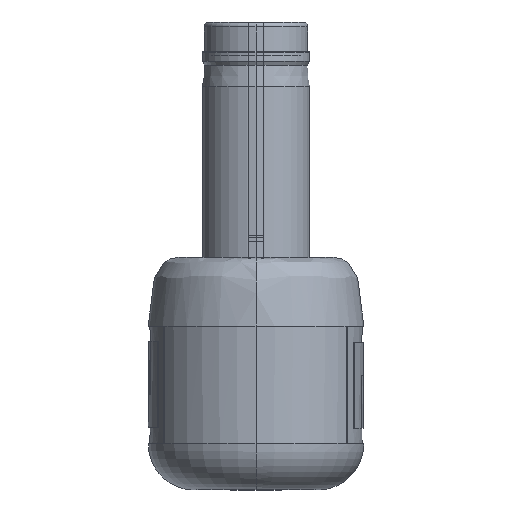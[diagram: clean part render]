
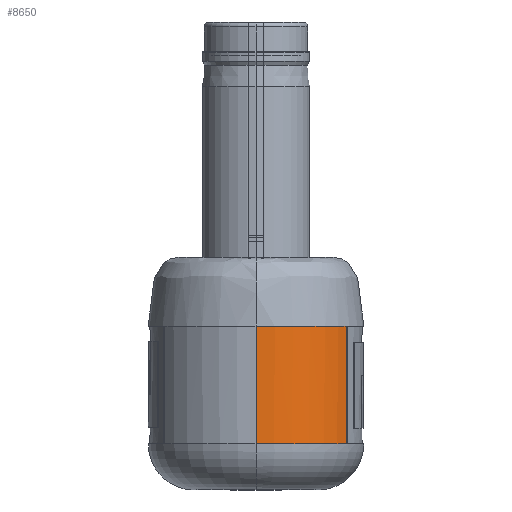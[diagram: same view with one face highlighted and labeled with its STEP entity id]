
A CAD part, left-side view. The second image highlights one B-rep face of the part: STEP entity #8650.
In plain terms, the highlighted cylindrical face has radius 5.5 mm (diameter 11 mm), a partial arc.
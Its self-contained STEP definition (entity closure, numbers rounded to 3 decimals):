
#1 = CARTESIAN_POINT ( 'NONE',  ( -7.687, -4.681, 3.476 ) ) ;
#368 = VECTOR ( 'NONE', #906, 1000. ) ;
#593 = EDGE_LOOP ( 'NONE', ( #4696, #17209, #5744, #6193, #2195, #3866, #10479, #2331, #11984, #14396 ) ) ;
#595 = DIRECTION ( 'NONE',  ( 0., 0., -1. ) ) ;
#906 = DIRECTION ( 'NONE',  ( 0., 0., 1. ) ) ;
#1273 = CARTESIAN_POINT ( 'NONE',  ( -1.3, -4.243, 1.343 ) ) ;
#1418 = LINE ( 'NONE', #6865, #8365 ) ;
#1506 = DIRECTION ( 'NONE',  ( -1., 0., 0. ) ) ;
#1850 = CARTESIAN_POINT ( 'NONE',  ( -1.3, -4.243, -1.343 ) ) ;
#1858 = VERTEX_POINT ( 'NONE', #10019 ) ;
#2195 = ORIENTED_EDGE ( 'NONE', *, *, #11592, .F. ) ;
#2250 = B_SPLINE_CURVE_WITH_KNOTS ( 'NONE', 3,
 ( #1273, #8176, #11089, #16686, #16744, #8352, #8413, #17887 ),
 .UNSPECIFIED., .F., .F.,
 ( 4, 2, 2, 4 ),
 ( 0.009, 0.009, 0.01, 0.012 ),
 .UNSPECIFIED. ) ;
#2331 = ORIENTED_EDGE ( 'NONE', *, *, #2851, .T. ) ;
#2473 = CARTESIAN_POINT ( 'NONE',  ( -1.981, -4.722, 3.476 ) ) ;
#2844 = CARTESIAN_POINT ( 'NONE',  ( -0.699, -3.665, -2.524 ) ) ;
#2851 = EDGE_CURVE ( 'NONE', #17843, #9131, #8175, .T. ) ;
#2916 = CIRCLE ( 'NONE', #11266, 5.5 ) ;
#3007 = DIRECTION ( 'NONE',  ( 0., 0., -1. ) ) ;
#3141 = CARTESIAN_POINT ( 'NONE',  ( -0.05, -2.773, 3.48 ) ) ;
#3414 = CARTESIAN_POINT ( 'NONE',  ( -1.12, -4.09, -1.768 ) ) ;
#3636 = AXIS2_PLACEMENT_3D ( 'NONE', #17051, #15702, #14589 ) ;
#3866 = ORIENTED_EDGE ( 'NONE', *, *, #13110, .T. ) ;
#4328 = CARTESIAN_POINT ( 'NONE',  ( -1.981, -4.722, -2.524 ) ) ;
#4658 = CIRCLE ( 'NONE', #14385, 5.5 ) ;
#4696 = ORIENTED_EDGE ( 'NONE', *, *, #15323, .T. ) ;
#4741 = CARTESIAN_POINT ( 'NONE',  ( -10.3, 0., 3.48 ) ) ;
#4793 = DIRECTION ( 'NONE',  ( 0., 0., 1. ) ) ;
#4883 = CARTESIAN_POINT ( 'NONE',  ( -1.3, -4.243, -2.524 ) ) ;
#5051 = EDGE_CURVE ( 'NONE', #9131, #15290, #5963, .T. ) ;
#5180 = EDGE_CURVE ( 'NONE', #5274, #1858, #4658, .T. ) ;
#5274 = VERTEX_POINT ( 'NONE', #15313 ) ;
#5338 = CIRCLE ( 'NONE', #3636, 5.5 ) ;
#5388 = EDGE_CURVE ( 'NONE', #17843, #12250, #2916, .T. ) ;
#5744 = ORIENTED_EDGE ( 'NONE', *, *, #5180, .F. ) ;
#5844 = VECTOR ( 'NONE', #4793, 1000. ) ;
#5963 = LINE ( 'NONE', #4883, #368 ) ;
#6193 = ORIENTED_EDGE ( 'NONE', *, *, #10811, .T. ) ;
#6269 = CARTESIAN_POINT ( 'NONE',  ( -4.8, 0., -2.524 ) ) ;
#6507 = VECTOR ( 'NONE', #3007, 1000. ) ;
#6865 = CARTESIAN_POINT ( 'NONE',  ( -10.3, 0., -2.524 ) ) ;
#7029 = CARTESIAN_POINT ( 'NONE',  ( -4.8, 0., -2.524 ) ) ;
#7293 = VERTEX_POINT ( 'NONE', #4741 ) ;
#7602 = CARTESIAN_POINT ( 'NONE',  ( -0.916, -3.897, -2.16 ) ) ;
#8175 = B_SPLINE_CURVE_WITH_KNOTS ( 'NONE', 3,
 ( #11854, #17453, #7602, #3414, #9132, #9068 ),
 .UNSPECIFIED., .F., .F.,
 ( 4, 2, 4 ),
 ( 0.005, 0.005, 0.006 ),
 .UNSPECIFIED. ) ;
#8176 = CARTESIAN_POINT ( 'NONE',  ( -1.217, -4.174, 1.56 ) ) ;
#8352 = CARTESIAN_POINT ( 'NONE',  ( -0.477, -3.416, 2.884 ) ) ;
#8365 = VECTOR ( 'NONE', #9785, 1000. ) ;
#8413 = CARTESIAN_POINT ( 'NONE',  ( -0.251, -3.117, 3.207 ) ) ;
#8522 = DIRECTION ( 'NONE',  ( 0., 0., -1. ) ) ;
#8650 = ADVANCED_FACE ( 'NONE', ( #14098 ), #8921, .T. ) ;
#8903 = LINE ( 'NONE', #11899, #5844 ) ;
#8921 = CYLINDRICAL_SURFACE ( 'NONE', #10318, 5.5 ) ;
#9068 = CARTESIAN_POINT ( 'NONE',  ( -1.3, -4.243, -1.343 ) ) ;
#9131 = VERTEX_POINT ( 'NONE', #1850 ) ;
#9132 = CARTESIAN_POINT ( 'NONE',  ( -1.216, -4.173, -1.562 ) ) ;
#9648 = AXIS2_PLACEMENT_3D ( 'NONE', #15753, #12888, #11557 ) ;
#9651 = DIRECTION ( 'NONE',  ( 0., 0., -1. ) ) ;
#9754 = CARTESIAN_POINT ( 'NONE',  ( -1.981, -4.722, 3.476 ) ) ;
#9785 = DIRECTION ( 'NONE',  ( 0., 0., -1. ) ) ;
#10019 = CARTESIAN_POINT ( 'NONE',  ( -10.3, 0., -2.524 ) ) ;
#10318 = AXIS2_PLACEMENT_3D ( 'NONE', #7029, #9651, #1506 ) ;
#10479 = ORIENTED_EDGE ( 'NONE', *, *, #5388, .F. ) ;
#10811 = EDGE_CURVE ( 'NONE', #5274, #14073, #8903, .T. ) ;
#11089 = CARTESIAN_POINT ( 'NONE',  ( -1.119, -4.089, 1.77 ) ) ;
#11266 = AXIS2_PLACEMENT_3D ( 'NONE', #6269, #595, #13059 ) ;
#11557 = DIRECTION ( 'NONE',  ( -0.525, -0.851, 0. ) ) ;
#11592 = EDGE_CURVE ( 'NONE', #12950, #14073, #14480, .T. ) ;
#11854 = CARTESIAN_POINT ( 'NONE',  ( -0.699, -3.665, -2.524 ) ) ;
#11899 = CARTESIAN_POINT ( 'NONE',  ( -7.687, -4.681, -2.524 ) ) ;
#11984 = ORIENTED_EDGE ( 'NONE', *, *, #5051, .T. ) ;
#12250 = VERTEX_POINT ( 'NONE', #4328 ) ;
#12888 = DIRECTION ( 'NONE',  ( 0., 0., -1. ) ) ;
#12950 = VERTEX_POINT ( 'NONE', #2473 ) ;
#13059 = DIRECTION ( 'NONE',  ( -1., 0., 0. ) ) ;
#13110 = EDGE_CURVE ( 'NONE', #12950, #12250, #13862, .T. ) ;
#13326 = CARTESIAN_POINT ( 'NONE',  ( -1.3, -4.243, 1.343 ) ) ;
#13862 = LINE ( 'NONE', #9754, #6507 ) ;
#14005 = DIRECTION ( 'NONE',  ( -1., 0., 0. ) ) ;
#14034 = EDGE_CURVE ( 'NONE', #15290, #17117, #2250, .T. ) ;
#14073 = VERTEX_POINT ( 'NONE', #1 ) ;
#14098 = FACE_OUTER_BOUND ( 'NONE', #593, .T. ) ;
#14385 = AXIS2_PLACEMENT_3D ( 'NONE', #16667, #8522, #14005 ) ;
#14396 = ORIENTED_EDGE ( 'NONE', *, *, #14034, .T. ) ;
#14480 = CIRCLE ( 'NONE', #9648, 5.5 ) ;
#14589 = DIRECTION ( 'NONE',  ( -1., 0., 0. ) ) ;
#15290 = VERTEX_POINT ( 'NONE', #13326 ) ;
#15313 = CARTESIAN_POINT ( 'NONE',  ( -7.687, -4.681, -2.524 ) ) ;
#15323 = EDGE_CURVE ( 'NONE', #17117, #7293, #5338, .T. ) ;
#15702 = DIRECTION ( 'NONE',  ( 0., 0., -1. ) ) ;
#15753 = CARTESIAN_POINT ( 'NONE',  ( -4.8, 0., 3.476 ) ) ;
#16500 = EDGE_CURVE ( 'NONE', #7293, #1858, #1418, .T. ) ;
#16667 = CARTESIAN_POINT ( 'NONE',  ( -4.8, 0., -2.524 ) ) ;
#16686 = CARTESIAN_POINT ( 'NONE',  ( -0.913, -3.894, 2.165 ) ) ;
#16744 = CARTESIAN_POINT ( 'NONE',  ( -0.805, -3.784, 2.351 ) ) ;
#17051 = CARTESIAN_POINT ( 'NONE',  ( -4.8, 0., 3.48 ) ) ;
#17117 = VERTEX_POINT ( 'NONE', #3141 ) ;
#17209 = ORIENTED_EDGE ( 'NONE', *, *, #16500, .T. ) ;
#17453 = CARTESIAN_POINT ( 'NONE',  ( -0.809, -3.788, -2.346 ) ) ;
#17843 = VERTEX_POINT ( 'NONE', #2844 ) ;
#17887 = CARTESIAN_POINT ( 'NONE',  ( -0.05, -2.773, 3.48 ) ) ;
